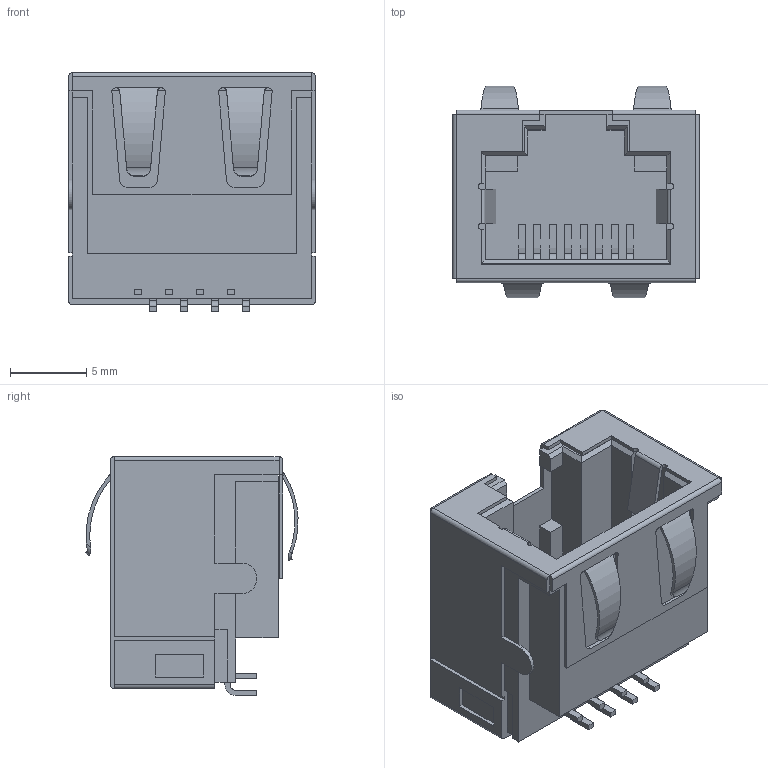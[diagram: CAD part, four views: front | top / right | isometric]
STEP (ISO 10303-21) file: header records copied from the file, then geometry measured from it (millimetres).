
FILE_DESCRIPTION((''),'2;1');
FILE_NAME('C-2041307-1','2019-02-27T00:50:12',('workeradm'),('TE Connectivity Ltd.'),'CREO PARAMETRIC BY PTC INC, 2018190','CREO PARAMETRIC BY PTC INC, 2018190','');
FILE_SCHEMA(('AUTOMOTIVE_DESIGN { 1 0 10303 214 1 1 1 1 }'));
Length unit declared in the file: millimetre
Products named in the file (1): C-2041307-1
Bounding box: 16.18 x 13.9 x 15.65 mm (x, y, z)
Volume: 1512.8 mm3; surface area: 2002.8 mm2
Topology: 1 solids, 1 shells, 367 faces, 995 edges, 640 vertices
Faces by surface type: plane 281, cylinder 86
Entity records: 14644 total; most frequent: CARTESIAN_POINT 2400, ORIENTED_EDGE 1990, DIRECTION 1761, PRESENTATION_STYLE_ASSIGNMENT 996, STYLED_ITEM 996, CURVE_STYLE 995, EDGE_CURVE 995, VECTOR 819
